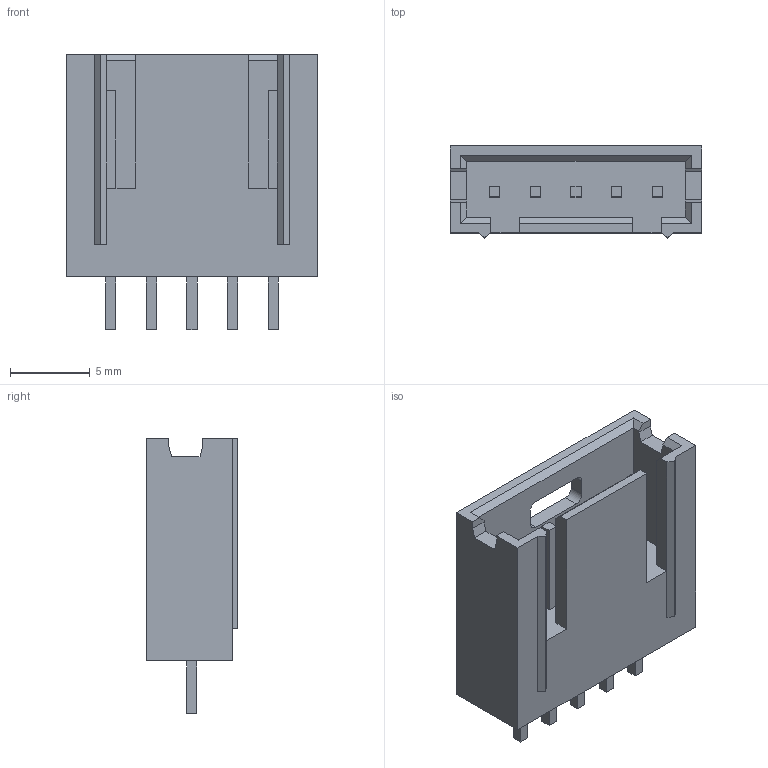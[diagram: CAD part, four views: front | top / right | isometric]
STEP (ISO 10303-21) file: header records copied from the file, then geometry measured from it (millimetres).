
FILE_DESCRIPTION((''),'2;1');
FILE_NAME('C-5-102202-2','2007-12-27T',('workeradm'),('Tyco Electronics Corporation'),'PRO/ENGINEER BY PARAMETRIC TECHNOLOGY CORPORATION, 2005450','PRO/ENGINEER BY PARAMETRIC TECHNOLOGY CORPORATION, 2005450','');
FILE_SCHEMA(('CONFIG_CONTROL_DESIGN', 'GEOMETRIC_VALIDATION_PROPERTIES_MIM'));
Length unit declared in the file: millimetre
Products named in the file (1): C-5-102202-2
Bounding box: 15.75 x 5.75 x 17.25 mm (x, y, z)
Volume: 766.1 mm3; surface area: 1131.3 mm2
Topology: 1 solids, 1 shells, 102 faces, 264 edges, 174 vertices
Faces by surface type: plane 98, cylinder 4
Entity records: 3181 total; most frequent: CARTESIAN_POINT 541, ORIENTED_EDGE 528, DIRECTION 476, EDGE_CURVE 264, VECTOR 256, LINE 256, VERTEX_POINT 174, EDGE_LOOP 114
